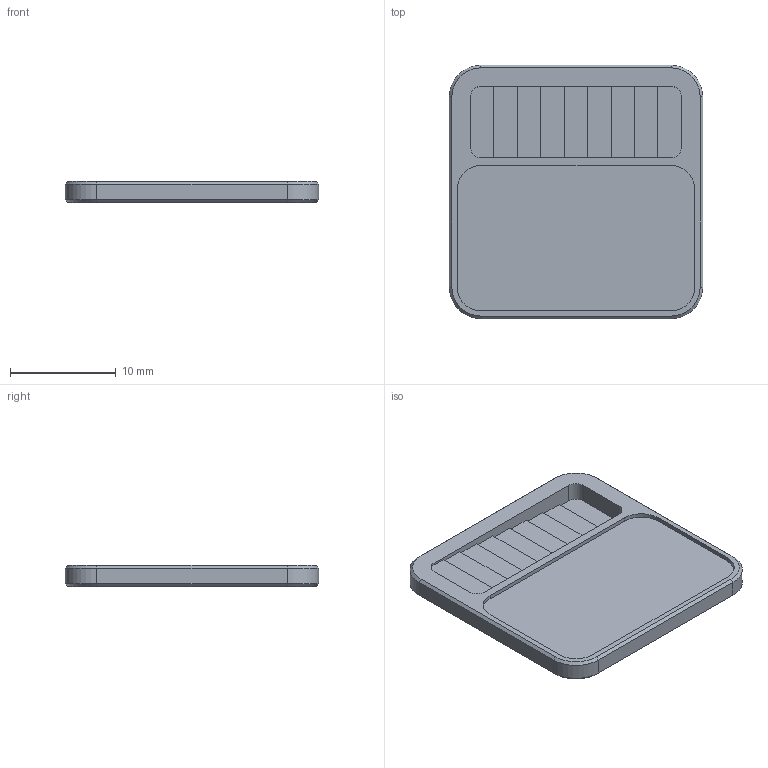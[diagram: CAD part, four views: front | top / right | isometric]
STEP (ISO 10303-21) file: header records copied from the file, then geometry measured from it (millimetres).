
FILE_DESCRIPTION (( 'STEP AP214' ), '1' );
FILE_NAME ('filament_swatch.STEP', '2025-08-16T07:48:35', ( '' ), ( '' ), 'SwSTEP 2.0', 'SolidWorks 2025', '' );
FILE_SCHEMA (( 'AUTOMOTIVE_DESIGN' ));
Length unit declared in the file: millimetre
Products named in the file (1): filament_swatch
Bounding box: 24 x 24 x 2 mm (x, y, z)
Volume: 874.6 mm3; surface area: 1381.5 mm2
Topology: 1 solids, 1 shells, 60 faces, 152 edges, 96 vertices
Faces by surface type: plane 40, cylinder 12, cone 8
Entity records: 1803 total; most frequent: CARTESIAN_POINT 309, DIRECTION 306, ORIENTED_EDGE 304, EDGE_CURVE 152, VECTOR 120, LINE 120, VERTEX_POINT 96, AXIS2_PLACEMENT_3D 93
